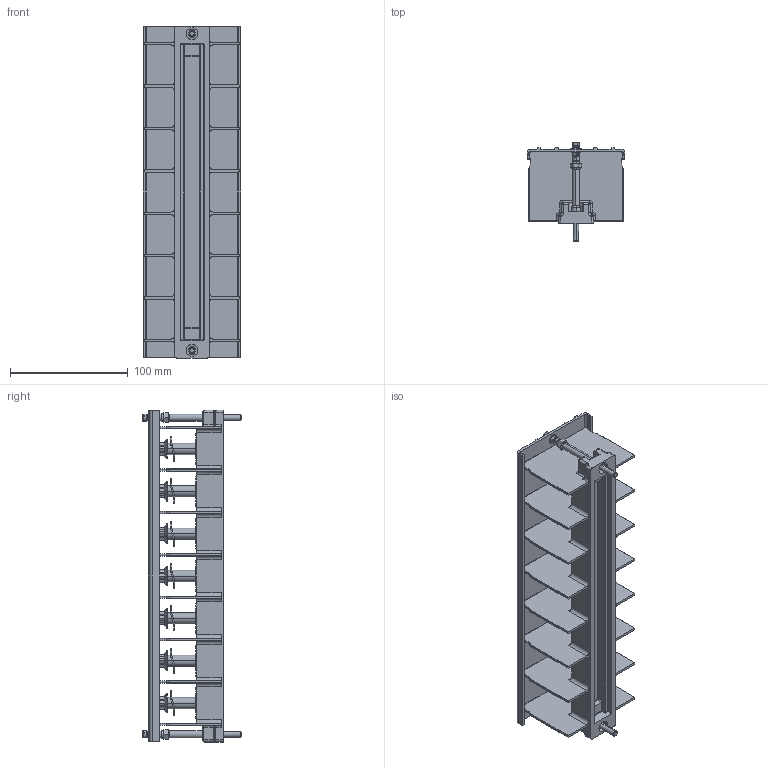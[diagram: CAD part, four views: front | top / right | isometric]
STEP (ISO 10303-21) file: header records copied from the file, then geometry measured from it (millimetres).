
FILE_DESCRIPTION((''),'2;1');
FILE_NAME('32428071000','2019-09-24T',('presta_be4'),(''),'PRO/ENGINEER BY PARAMETRIC TECHNOLOGY CORPORATION, 2014310','PRO/ENGINEER BY PARAMETRIC TECHNOLOGY CORPORATION, 2014310','');
FILE_SCHEMA(('CONFIG_CONTROL_DESIGN'));
Products named in the file (1): 32428071000
Bounding box: 83.2 x 83.61 x 282.2 mm (x, y, z)
Volume: 294108.3 mm3; surface area: 177084.7 mm2
Topology: 8 solids, 8 shells, 1456 faces, 3840 edges, 2406 vertices
Faces by surface type: cylinder 571, plane 461, cone 188, torus 176, bspline 60
Entity records: 95581 total; most frequent: CARTESIAN_POINT 60683, ORIENTED_EDGE 7656, DIRECTION 6920, EDGE_CURVE 3828, AXIS2_PLACEMENT_3D 2660, VERTEX_POINT 2406, VECTOR 1600, LINE 1600
